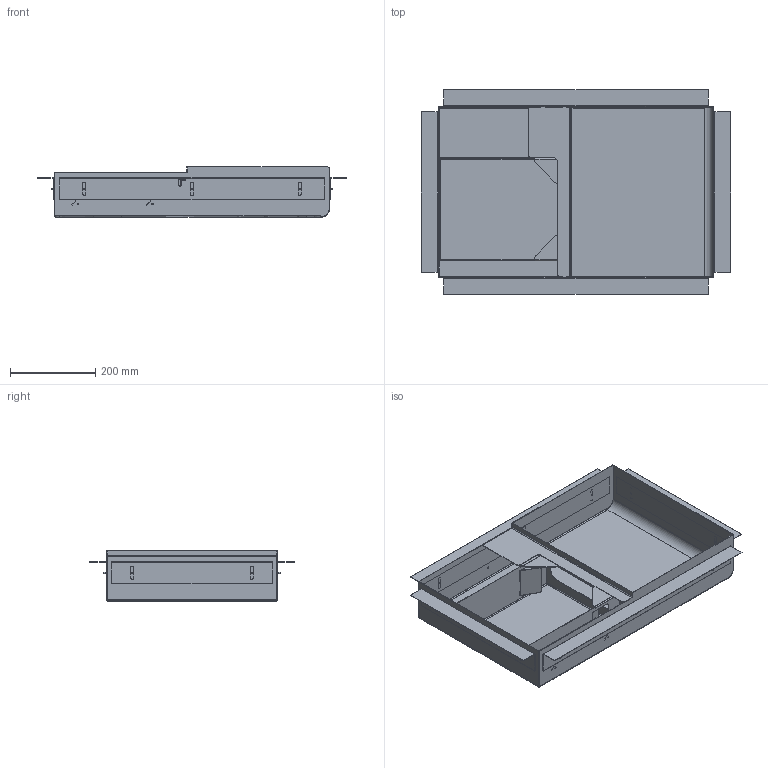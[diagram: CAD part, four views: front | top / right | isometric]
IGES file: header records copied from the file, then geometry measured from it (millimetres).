
Global section: file name: ZE-102_C; native system: Autodesk Inventor 2024; preprocessor: unknown; author: RMadlener; date: 20240626.155925; units: millimetre
Bounding box: 725 x 480 x 118 mm (x, y, z)
Volume: 962844.6 mm3; surface area: 1685088.7 mm2
Topology: 8 solids, 8 shells, 535 faces, 1417 edges, 877 vertices
Faces by surface type: bspline 535
